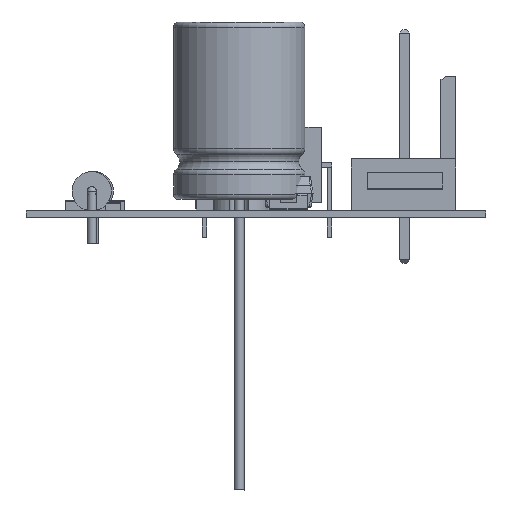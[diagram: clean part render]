
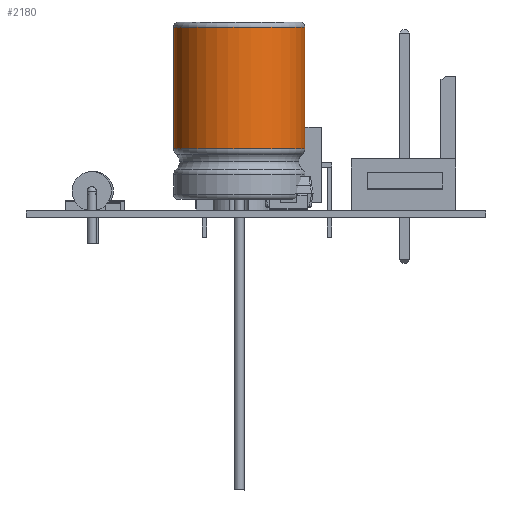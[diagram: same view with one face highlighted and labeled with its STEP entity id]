
A CAD part, front view. The second image highlights one B-rep face of the part: STEP entity #2180.
In plain terms, the highlighted cylindrical face has radius 4 mm (diameter 8 mm), a partial arc.
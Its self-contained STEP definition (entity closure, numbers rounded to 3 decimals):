
#2151 = VERTEX_POINT('',#2152);
#2152 = CARTESIAN_POINT('',(3.464,3.788,2.));
#2159 = EDGE_CURVE('',#2151,#2160,#2162,.T.);
#2160 = VERTEX_POINT('',#2161);
#2161 = CARTESIAN_POINT('',(3.464,3.788,-2.));
#2162 = CIRCLE('',#2163,4.);
#2163 = AXIS2_PLACEMENT_3D('',#2164,#2165,#2166);
#2164 = CARTESIAN_POINT('',(0.,3.788,0.));
#2165 = DIRECTION('',(0.,-1.,0.));
#2166 = DIRECTION('',(1.,0.,0.));
#2180 = ADVANCED_FACE('',(#2181),#2207,.T.);
#2181 = FACE_BOUND('',#2182,.T.);
#2182 = EDGE_LOOP('',(#2183,#2184,#2192,#2201));
#2183 = ORIENTED_EDGE('',*,*,#2159,.F.);
#2184 = ORIENTED_EDGE('',*,*,#2185,.T.);
#2185 = EDGE_CURVE('',#2151,#2186,#2188,.T.);
#2186 = VERTEX_POINT('',#2187);
#2187 = CARTESIAN_POINT('',(3.464,11.193,2.));
#2188 = LINE('',#2189,#2190);
#2189 = CARTESIAN_POINT('',(3.464,-17.,2.));
#2190 = VECTOR('',#2191,1.);
#2191 = DIRECTION('',(0.,1.,-0.));
#2192 = ORIENTED_EDGE('',*,*,#2193,.T.);
#2193 = EDGE_CURVE('',#2186,#2194,#2196,.T.);
#2194 = VERTEX_POINT('',#2195);
#2195 = CARTESIAN_POINT('',(3.464,11.193,-2.));
#2196 = CIRCLE('',#2197,4.);
#2197 = AXIS2_PLACEMENT_3D('',#2198,#2199,#2200);
#2198 = CARTESIAN_POINT('',(0.,11.193,0.));
#2199 = DIRECTION('',(0.,-1.,0.));
#2200 = DIRECTION('',(1.,0.,0.));
#2201 = ORIENTED_EDGE('',*,*,#2202,.F.);
#2202 = EDGE_CURVE('',#2160,#2194,#2203,.T.);
#2203 = LINE('',#2204,#2205);
#2204 = CARTESIAN_POINT('',(3.464,-17.,-2.));
#2205 = VECTOR('',#2206,1.);
#2206 = DIRECTION('',(0.,1.,-0.));
#2207 = CYLINDRICAL_SURFACE('',#2208,4.);
#2208 = AXIS2_PLACEMENT_3D('',#2209,#2210,#2211);
#2209 = CARTESIAN_POINT('',(0.,0.,0.));
#2210 = DIRECTION('',(0.,-1.,-0.));
#2211 = DIRECTION('',(1.,0.,0.));
